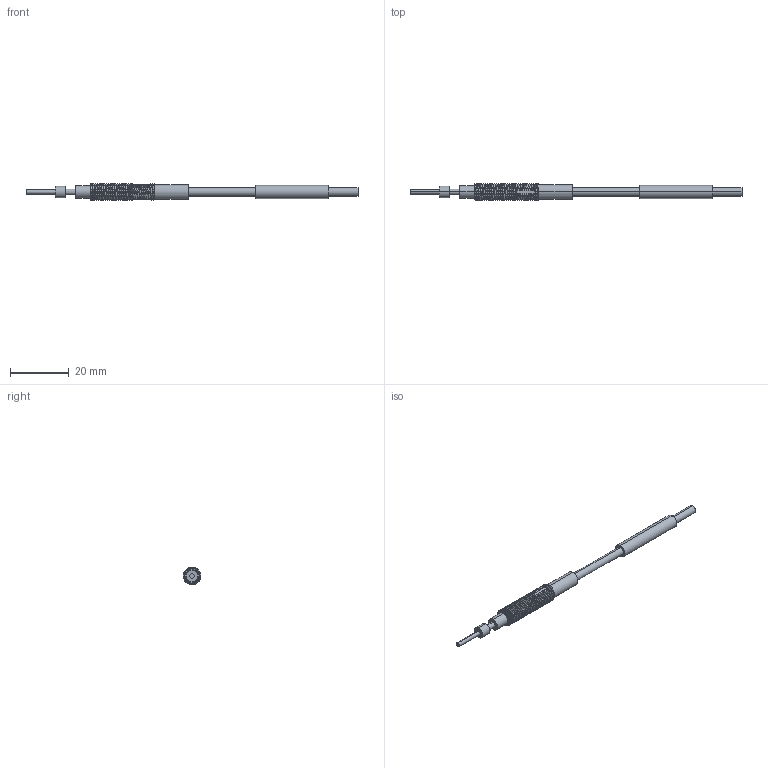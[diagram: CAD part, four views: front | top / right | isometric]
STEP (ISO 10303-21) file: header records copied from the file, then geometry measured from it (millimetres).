
FILE_DESCRIPTION (( 'STEP AP203' ), '1' );
FILE_NAME ('CS067A-CL.STEP', '2017-11-24T02:36:40', ( '' ), ( '' ), 'SwSTEP 2.0', 'SolidWorks 2017', '' );
FILE_SCHEMA (( 'CONFIG_CONTROL_DESIGN' ));
Products named in the file (1): CS067A-CL
Bounding box: 113.5 x 6 x 6 mm (x, y, z)
Volume: 1495.9 mm3; surface area: 1714.4 mm2
Topology: 1 solids, 1 shells, 144 faces, 402 edges, 268 vertices
Faces by surface type: cylinder 78, bspline 50, plane 16
Entity records: 73111 total; most frequent: CARTESIAN_POINT 70173, ORIENTED_EDGE 804, EDGE_CURVE 402, DIRECTION 364, VERTEX_POINT 268, EDGE_LOOP 152, FACE_OUTER_BOUND 144, ADVANCED_FACE 144
